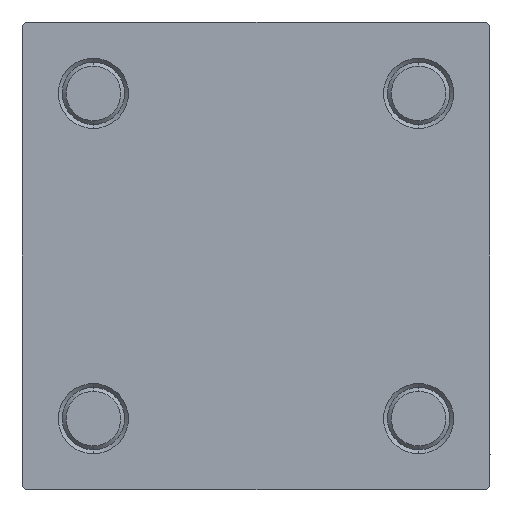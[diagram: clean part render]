
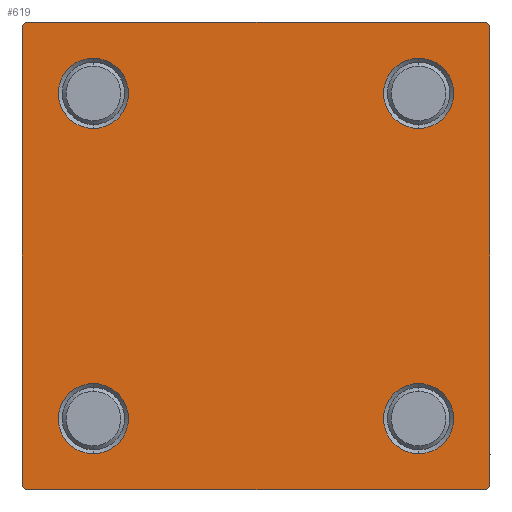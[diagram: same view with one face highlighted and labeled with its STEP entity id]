
A CAD part, left-side view. The second image highlights one B-rep face of the part: STEP entity #619.
In plain terms, the highlighted planar face has unit normal (-1, 0, 0).
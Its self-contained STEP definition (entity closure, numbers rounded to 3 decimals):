
#494 = EDGE_CURVE ( 'NONE', #45687, #27990, #9413, .T. ) ;
#619 = ADVANCED_FACE ( 'NONE', ( #46065, #11487, #3451, #15014, #30423 ), #42028, .T. ) ;
#1221 = CARTESIAN_POINT ( 'NONE',  ( 0., 30., 30. ) ) ;
#1675 = AXIS2_PLACEMENT_3D ( 'NONE', #17688, #32581, #3068 ) ;
#2221 = VECTOR ( 'NONE', #14001, 1000. ) ;
#2224 = CARTESIAN_POINT ( 'NONE',  ( 0., 29.5, -30. ) ) ;
#2996 = AXIS2_PLACEMENT_3D ( 'NONE', #3691, #11980, #45565 ) ;
#3014 = VERTEX_POINT ( 'NONE', #2224 ) ;
#3068 = DIRECTION ( 'NONE',  ( 0., 0., 1. ) ) ;
#3082 = VECTOR ( 'NONE', #20125, 1000. ) ;
#3451 = FACE_BOUND ( 'NONE', #38110, .T. ) ;
#3469 = EDGE_CURVE ( 'NONE', #45108, #38520, #23553, .T. ) ;
#3691 = CARTESIAN_POINT ( 'NONE',  ( 0., 0., 0. ) ) ;
#3740 = DIRECTION ( 'NONE',  ( 0., 0., 1. ) ) ;
#4869 = AXIS2_PLACEMENT_3D ( 'NONE', #41691, #15178, #10903 ) ;
#5229 = ORIENTED_EDGE ( 'NONE', *, *, #20774, .T. ) ;
#5606 = DIRECTION ( 'NONE',  ( 1., 0., 0. ) ) ;
#6122 = EDGE_CURVE ( 'NONE', #7009, #40701, #38628, .T. ) ;
#6872 = DIRECTION ( 'NONE',  ( 0., 0.707, -0.707 ) ) ;
#7009 = VERTEX_POINT ( 'NONE', #13416 ) ;
#7086 = ORIENTED_EDGE ( 'NONE', *, *, #34222, .T. ) ;
#7093 = EDGE_CURVE ( 'NONE', #25644, #20444, #44949, .T. ) ;
#7899 = CARTESIAN_POINT ( 'NONE',  ( 0., 20.85, -25.35 ) ) ;
#8397 = DIRECTION ( 'NONE',  ( 1., 0., 0. ) ) ;
#9000 = VECTOR ( 'NONE', #36988, 1000. ) ;
#9413 = CIRCLE ( 'NONE', #36842, 4.5 ) ;
#10002 = VERTEX_POINT ( 'NONE', #7899 ) ;
#10464 = LINE ( 'NONE', #37235, #2221 ) ;
#10734 = ORIENTED_EDGE ( 'NONE', *, *, #19201, .T. ) ;
#10903 = DIRECTION ( 'NONE',  ( 0., 0., 1. ) ) ;
#10927 = CIRCLE ( 'NONE', #45579, 4.5 ) ;
#10967 = VERTEX_POINT ( 'NONE', #11869 ) ;
#11239 = CARTESIAN_POINT ( 'NONE',  ( 0., 29.5, 30. ) ) ;
#11321 = AXIS2_PLACEMENT_3D ( 'NONE', #39923, #5606, #13403 ) ;
#11487 = FACE_BOUND ( 'NONE', #23723, .T. ) ;
#11616 = CARTESIAN_POINT ( 'NONE',  ( 0., 30., -30. ) ) ;
#11787 = VECTOR ( 'NONE', #23491, 1000. ) ;
#11869 = CARTESIAN_POINT ( 'NONE',  ( 0., 20.85, 25.35 ) ) ;
#11980 = DIRECTION ( 'NONE',  ( -1., 0., 0. ) ) ;
#12009 = CARTESIAN_POINT ( 'NONE',  ( 0., -30., 29.5 ) ) ;
#12412 = VERTEX_POINT ( 'NONE', #14061 ) ;
#12426 = DIRECTION ( 'NONE',  ( 0., 0., 1. ) ) ;
#12591 = ORIENTED_EDGE ( 'NONE', *, *, #42870, .T. ) ;
#12821 = VECTOR ( 'NONE', #6872, 1000. ) ;
#13403 = DIRECTION ( 'NONE',  ( 0., 0., 1. ) ) ;
#13416 = CARTESIAN_POINT ( 'NONE',  ( 0., -20.85, 16.35 ) ) ;
#13696 = CIRCLE ( 'NONE', #4869, 4.5 ) ;
#13819 = ORIENTED_EDGE ( 'NONE', *, *, #3469, .F. ) ;
#14001 = DIRECTION ( 'NONE',  ( 0., 0.707, 0.707 ) ) ;
#14061 = CARTESIAN_POINT ( 'NONE',  ( 0., -29.5, 30. ) ) ;
#14287 = DIRECTION ( 'NONE',  ( 1., 0., 0. ) ) ;
#14597 = EDGE_CURVE ( 'NONE', #10967, #33963, #24606, .T. ) ;
#15014 = FACE_BOUND ( 'NONE', #35707, .T. ) ;
#15044 = ORIENTED_EDGE ( 'NONE', *, *, #14597, .T. ) ;
#15170 = LINE ( 'NONE', #17982, #12821 ) ;
#15178 = DIRECTION ( 'NONE',  ( 1., 0., 0. ) ) ;
#15305 = CIRCLE ( 'NONE', #1675, 4.5 ) ;
#15569 = ORIENTED_EDGE ( 'NONE', *, *, #6122, .T. ) ;
#17064 = ORIENTED_EDGE ( 'NONE', *, *, #23612, .F. ) ;
#17688 = CARTESIAN_POINT ( 'NONE',  ( 0., -20.85, -20.85 ) ) ;
#17822 = EDGE_CURVE ( 'NONE', #23582, #10002, #10927, .T. ) ;
#17982 = CARTESIAN_POINT ( 'NONE',  ( 0., 29.75, 29.75 ) ) ;
#18838 = ORIENTED_EDGE ( 'NONE', *, *, #32283, .T. ) ;
#19201 = EDGE_CURVE ( 'NONE', #10002, #23582, #26286, .T. ) ;
#19433 = ORIENTED_EDGE ( 'NONE', *, *, #36336, .T. ) ;
#19518 = DIRECTION ( 'NONE',  ( 0., 0., -1. ) ) ;
#19662 = EDGE_LOOP ( 'NONE', ( #47092, #15569 ) ) ;
#20125 = DIRECTION ( 'NONE',  ( 0., -1., 0. ) ) ;
#20202 = CIRCLE ( 'NONE', #11321, 4.5 ) ;
#20283 = VERTEX_POINT ( 'NONE', #35358 ) ;
#20444 = VERTEX_POINT ( 'NONE', #24121 ) ;
#20630 = AXIS2_PLACEMENT_3D ( 'NONE', #29146, #21556, #44762 ) ;
#20774 = EDGE_CURVE ( 'NONE', #3014, #20283, #33864, .T. ) ;
#20929 = ORIENTED_EDGE ( 'NONE', *, *, #47491, .T. ) ;
#20978 = EDGE_LOOP ( 'NONE', ( #31727, #18838, #5229, #19433, #13819, #12591, #17064, #20929 ) ) ;
#21556 = DIRECTION ( 'NONE',  ( 1., 0., 0. ) ) ;
#21616 = CARTESIAN_POINT ( 'NONE',  ( 0., -20.85, -20.85 ) ) ;
#22162 = CARTESIAN_POINT ( 'NONE',  ( 0., -20.85, -16.35 ) ) ;
#22517 = VECTOR ( 'NONE', #49725, 1000. ) ;
#23491 = DIRECTION ( 'NONE',  ( 0., -1., 0. ) ) ;
#23553 = LINE ( 'NONE', #45513, #33664 ) ;
#23582 = VERTEX_POINT ( 'NONE', #49646 ) ;
#23612 = EDGE_CURVE ( 'NONE', #28195, #12412, #23915, .T. ) ;
#23723 = EDGE_LOOP ( 'NONE', ( #30214, #46331 ) ) ;
#23915 = LINE ( 'NONE', #1221, #3082 ) ;
#24121 = CARTESIAN_POINT ( 'NONE',  ( 0., 30., -29.5 ) ) ;
#24606 = CIRCLE ( 'NONE', #26223, 4.5 ) ;
#25644 = VERTEX_POINT ( 'NONE', #45818 ) ;
#26223 = AXIS2_PLACEMENT_3D ( 'NONE', #29217, #32743, #44597 ) ;
#26286 = CIRCLE ( 'NONE', #20630, 4.5 ) ;
#26493 = CARTESIAN_POINT ( 'NONE',  ( 0., -30., -29.5 ) ) ;
#26531 = AXIS2_PLACEMENT_3D ( 'NONE', #41581, #26936, #3740 ) ;
#26772 = CARTESIAN_POINT ( 'NONE',  ( 0., 30., 30. ) ) ;
#26936 = DIRECTION ( 'NONE',  ( 1., 0., 0. ) ) ;
#27350 = VECTOR ( 'NONE', #35807, 1000. ) ;
#27990 = VERTEX_POINT ( 'NONE', #22162 ) ;
#28195 = VERTEX_POINT ( 'NONE', #11239 ) ;
#29146 = CARTESIAN_POINT ( 'NONE',  ( 0., 20.85, -20.85 ) ) ;
#29177 = LINE ( 'NONE', #48082, #9000 ) ;
#29217 = CARTESIAN_POINT ( 'NONE',  ( 0., 20.85, 20.85 ) ) ;
#30214 = ORIENTED_EDGE ( 'NONE', *, *, #33346, .T. ) ;
#30423 = FACE_OUTER_BOUND ( 'NONE', #20978, .T. ) ;
#30603 = ORIENTED_EDGE ( 'NONE', *, *, #17822, .T. ) ;
#31727 = ORIENTED_EDGE ( 'NONE', *, *, #7093, .T. ) ;
#32016 = LINE ( 'NONE', #47408, #27350 ) ;
#32283 = EDGE_CURVE ( 'NONE', #20444, #3014, #32016, .T. ) ;
#32581 = DIRECTION ( 'NONE',  ( 1., 0., 0. ) ) ;
#32743 = DIRECTION ( 'NONE',  ( 1., 0., 0. ) ) ;
#33181 = EDGE_CURVE ( 'NONE', #40701, #7009, #13696, .T. ) ;
#33346 = EDGE_CURVE ( 'NONE', #27990, #45687, #15305, .T. ) ;
#33664 = VECTOR ( 'NONE', #19518, 1000. ) ;
#33864 = LINE ( 'NONE', #11616, #11787 ) ;
#33963 = VERTEX_POINT ( 'NONE', #43994 ) ;
#34222 = EDGE_CURVE ( 'NONE', #33963, #10967, #20202, .T. ) ;
#35358 = CARTESIAN_POINT ( 'NONE',  ( 0., -29.5, -30. ) ) ;
#35707 = EDGE_LOOP ( 'NONE', ( #15044, #7086 ) ) ;
#35807 = DIRECTION ( 'NONE',  ( 0., -0.707, -0.707 ) ) ;
#36336 = EDGE_CURVE ( 'NONE', #20283, #38520, #29177, .T. ) ;
#36842 = AXIS2_PLACEMENT_3D ( 'NONE', #21616, #14287, #37272 ) ;
#36988 = DIRECTION ( 'NONE',  ( 0., -0.707, 0.707 ) ) ;
#37235 = CARTESIAN_POINT ( 'NONE',  ( 0., -29.75, 29.75 ) ) ;
#37272 = DIRECTION ( 'NONE',  ( 0., 0., 1. ) ) ;
#37388 = CARTESIAN_POINT ( 'NONE',  ( 0., -20.85, 25.35 ) ) ;
#38110 = EDGE_LOOP ( 'NONE', ( #30603, #10734 ) ) ;
#38520 = VERTEX_POINT ( 'NONE', #26493 ) ;
#38628 = CIRCLE ( 'NONE', #26531, 4.5 ) ;
#39183 = CARTESIAN_POINT ( 'NONE',  ( 0., 20.85, -20.85 ) ) ;
#39923 = CARTESIAN_POINT ( 'NONE',  ( 0., 20.85, 20.85 ) ) ;
#40701 = VERTEX_POINT ( 'NONE', #37388 ) ;
#41581 = CARTESIAN_POINT ( 'NONE',  ( 0., -20.85, 20.85 ) ) ;
#41691 = CARTESIAN_POINT ( 'NONE',  ( 0., -20.85, 20.85 ) ) ;
#42028 = PLANE ( 'NONE',  #2996 ) ;
#42870 = EDGE_CURVE ( 'NONE', #45108, #12412, #10464, .T. ) ;
#43994 = CARTESIAN_POINT ( 'NONE',  ( 0., 20.85, 16.35 ) ) ;
#44597 = DIRECTION ( 'NONE',  ( 0., 0., 1. ) ) ;
#44762 = DIRECTION ( 'NONE',  ( 0., 0., 1. ) ) ;
#44949 = LINE ( 'NONE', #26772, #22517 ) ;
#45108 = VERTEX_POINT ( 'NONE', #12009 ) ;
#45513 = CARTESIAN_POINT ( 'NONE',  ( 0., -30., 30. ) ) ;
#45565 = DIRECTION ( 'NONE',  ( 0., 0., 1. ) ) ;
#45579 = AXIS2_PLACEMENT_3D ( 'NONE', #39183, #8397, #12426 ) ;
#45687 = VERTEX_POINT ( 'NONE', #45718 ) ;
#45718 = CARTESIAN_POINT ( 'NONE',  ( 0., -20.85, -25.35 ) ) ;
#45818 = CARTESIAN_POINT ( 'NONE',  ( 0., 30., 29.5 ) ) ;
#46065 = FACE_BOUND ( 'NONE', #19662, .T. ) ;
#46331 = ORIENTED_EDGE ( 'NONE', *, *, #494, .T. ) ;
#47092 = ORIENTED_EDGE ( 'NONE', *, *, #33181, .T. ) ;
#47408 = CARTESIAN_POINT ( 'NONE',  ( 0., 29.75, -29.75 ) ) ;
#47491 = EDGE_CURVE ( 'NONE', #28195, #25644, #15170, .T. ) ;
#48082 = CARTESIAN_POINT ( 'NONE',  ( 0., -29.75, -29.75 ) ) ;
#49646 = CARTESIAN_POINT ( 'NONE',  ( 0., 20.85, -16.35 ) ) ;
#49725 = DIRECTION ( 'NONE',  ( 0., 0., -1. ) ) ;
